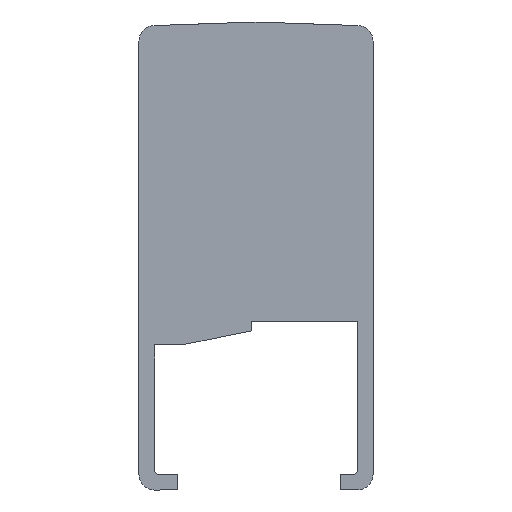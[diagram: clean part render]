
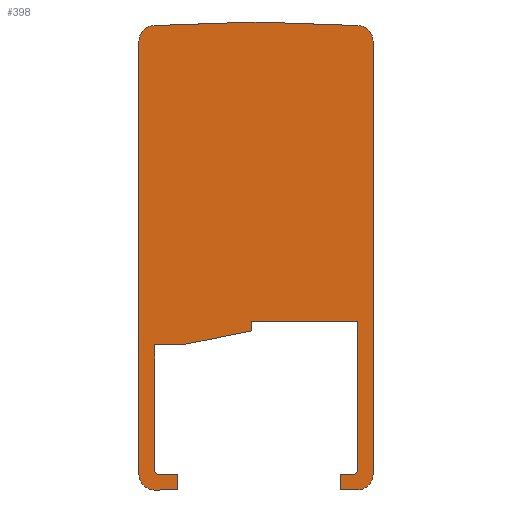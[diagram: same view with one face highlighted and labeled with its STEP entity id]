
A CAD part, left-side view. The second image highlights one B-rep face of the part: STEP entity #398.
In plain terms, the highlighted planar face has unit normal (-1, 0, 0).
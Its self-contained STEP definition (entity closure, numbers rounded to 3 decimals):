
#218=AXIS2_PLACEMENT_3D('Plane Axis2P3D',#215,#216,#217) ;
#245=AXIS2_PLACEMENT_3D('Circle Axis2P3D',#243,#244,$) ;
#259=AXIS2_PLACEMENT_3D('Circle Axis2P3D',#257,#258,$) ;
#280=AXIS2_PLACEMENT_3D('Circle Axis2P3D',#278,#279,$) ;
#294=AXIS2_PLACEMENT_3D('Circle Axis2P3D',#292,#293,$) ;
#322=AXIS2_PLACEMENT_3D('Circle Axis2P3D',#320,#321,$) ;
#371=AXIS2_PLACEMENT_3D('Circle Axis2P3D',#369,#370,$) ;
#215=CARTESIAN_POINT('Axis2P3D Location',(0.,0.,0.)) ;
#220=CARTESIAN_POINT('Line Origine',(0.,1.7,1.)) ;
#224=CARTESIAN_POINT('Vertex',(0.,2.1,1.)) ;
#226=CARTESIAN_POINT('Vertex',(0.,1.3,1.)) ;
#229=CARTESIAN_POINT('Line Origine',(0.,2.1,0.5)) ;
#233=CARTESIAN_POINT('Vertex',(0.,2.1,0.)) ;
#236=CARTESIAN_POINT('Line Origine',(0.,1.55,0.)) ;
#240=CARTESIAN_POINT('Vertex',(0.,1.,0.)) ;
#243=CARTESIAN_POINT('Axis2P3D Location',(0.,1.,1.)) ;
#247=CARTESIAN_POINT('Vertex',(0.,0.,1.)) ;
#250=CARTESIAN_POINT('Line Origine',(0.,0.,14.886)) ;
#254=CARTESIAN_POINT('Vertex',(0.,0.,28.772)) ;
#257=CARTESIAN_POINT('Axis2P3D Location',(0.,1.,28.772)) ;
#261=CARTESIAN_POINT('Vertex',(0.,0.965,29.772)) ;
#264=CARTESIAN_POINT('Line Origine',(0.,4.232,29.886)) ;
#268=CARTESIAN_POINT('Vertex',(0.,7.5,30.)) ;
#271=CARTESIAN_POINT('Line Origine',(0.,10.767,29.886)) ;
#275=CARTESIAN_POINT('Vertex',(0.,14.035,29.772)) ;
#278=CARTESIAN_POINT('Axis2P3D Location',(0.,14.,28.772)) ;
#282=CARTESIAN_POINT('Vertex',(0.,15.,28.772)) ;
#285=CARTESIAN_POINT('Line Origine',(0.,15.,14.886)) ;
#289=CARTESIAN_POINT('Vertex',(0.,15.,1.)) ;
#292=CARTESIAN_POINT('Axis2P3D Location',(0.,14.,1.)) ;
#296=CARTESIAN_POINT('Vertex',(0.,14.,0.)) ;
#299=CARTESIAN_POINT('Line Origine',(0.,13.25,0.)) ;
#303=CARTESIAN_POINT('Vertex',(0.,12.5,0.)) ;
#306=CARTESIAN_POINT('Line Origine',(0.,12.5,0.5)) ;
#310=CARTESIAN_POINT('Vertex',(0.,12.5,1.)) ;
#313=CARTESIAN_POINT('Line Origine',(0.,13.1,1.)) ;
#317=CARTESIAN_POINT('Vertex',(0.,13.7,1.)) ;
#320=CARTESIAN_POINT('Axis2P3D Location',(0.,13.7,1.3)) ;
#324=CARTESIAN_POINT('Vertex',(0.,14.,1.3)) ;
#327=CARTESIAN_POINT('Line Origine',(0.,14.,5.3)) ;
#331=CARTESIAN_POINT('Vertex',(0.,14.,9.3)) ;
#334=CARTESIAN_POINT('Line Origine',(0.,13.126,9.3)) ;
#338=CARTESIAN_POINT('Vertex',(0.,12.251,9.3)) ;
#341=CARTESIAN_POINT('Line Origine',(0.,10.026,9.75)) ;
#345=CARTESIAN_POINT('Vertex',(0.,7.8,10.2)) ;
#348=CARTESIAN_POINT('Line Origine',(0.,7.8,10.5)) ;
#352=CARTESIAN_POINT('Vertex',(0.,7.8,10.8)) ;
#355=CARTESIAN_POINT('Line Origine',(0.,4.4,10.8)) ;
#359=CARTESIAN_POINT('Vertex',(0.,1.,10.8)) ;
#362=CARTESIAN_POINT('Line Origine',(0.,1.,6.05)) ;
#366=CARTESIAN_POINT('Vertex',(0.,1.,1.3)) ;
#369=CARTESIAN_POINT('Axis2P3D Location',(0.,1.3,1.3)) ;
#216=DIRECTION('Axis2P3D Direction',(1.,0.,0.)) ;
#217=DIRECTION('Axis2P3D XDirection',(0.,1.,0.)) ;
#221=DIRECTION('Vector Direction',(0.,1.,0.)) ;
#230=DIRECTION('Vector Direction',(0.,0.,-1.)) ;
#237=DIRECTION('Vector Direction',(0.,-1.,0.)) ;
#244=DIRECTION('Axis2P3D Direction',(1.,0.,0.)) ;
#251=DIRECTION('Vector Direction',(0.,0.,1.)) ;
#258=DIRECTION('Axis2P3D Direction',(1.,0.,0.)) ;
#265=DIRECTION('Vector Direction',(0.,0.999,0.035)) ;
#272=DIRECTION('Vector Direction',(0.,0.999,-0.035)) ;
#279=DIRECTION('Axis2P3D Direction',(1.,0.,0.)) ;
#286=DIRECTION('Vector Direction',(0.,0.,-1.)) ;
#293=DIRECTION('Axis2P3D Direction',(1.,0.,0.)) ;
#300=DIRECTION('Vector Direction',(0.,-1.,0.)) ;
#307=DIRECTION('Vector Direction',(0.,0.,1.)) ;
#314=DIRECTION('Vector Direction',(0.,1.,0.)) ;
#321=DIRECTION('Axis2P3D Direction',(1.,0.,0.)) ;
#328=DIRECTION('Vector Direction',(0.,0.,1.)) ;
#335=DIRECTION('Vector Direction',(0.,-1.,0.)) ;
#342=DIRECTION('Vector Direction',(0.,-0.98,0.198)) ;
#349=DIRECTION('Vector Direction',(0.,0.,1.)) ;
#356=DIRECTION('Vector Direction',(0.,-1.,0.)) ;
#363=DIRECTION('Vector Direction',(0.,0.,-1.)) ;
#370=DIRECTION('Axis2P3D Direction',(1.,0.,0.)) ;
#222=VECTOR('Line Direction',#221,1.) ;
#231=VECTOR('Line Direction',#230,1.) ;
#238=VECTOR('Line Direction',#237,1.) ;
#252=VECTOR('Line Direction',#251,1.) ;
#266=VECTOR('Line Direction',#265,1.) ;
#273=VECTOR('Line Direction',#272,1.) ;
#287=VECTOR('Line Direction',#286,1.) ;
#301=VECTOR('Line Direction',#300,1.) ;
#308=VECTOR('Line Direction',#307,1.) ;
#315=VECTOR('Line Direction',#314,1.) ;
#329=VECTOR('Line Direction',#328,1.) ;
#336=VECTOR('Line Direction',#335,1.) ;
#343=VECTOR('Line Direction',#342,1.) ;
#350=VECTOR('Line Direction',#349,1.) ;
#357=VECTOR('Line Direction',#356,1.) ;
#364=VECTOR('Line Direction',#363,1.) ;
#375=ORIENTED_EDGE('',*,*,#228,.F.) ;
#376=ORIENTED_EDGE('',*,*,#235,.F.) ;
#377=ORIENTED_EDGE('',*,*,#242,.F.) ;
#378=ORIENTED_EDGE('',*,*,#249,.F.) ;
#379=ORIENTED_EDGE('',*,*,#256,.F.) ;
#380=ORIENTED_EDGE('',*,*,#263,.F.) ;
#381=ORIENTED_EDGE('',*,*,#270,.F.) ;
#382=ORIENTED_EDGE('',*,*,#277,.F.) ;
#383=ORIENTED_EDGE('',*,*,#284,.F.) ;
#384=ORIENTED_EDGE('',*,*,#291,.F.) ;
#385=ORIENTED_EDGE('',*,*,#298,.F.) ;
#386=ORIENTED_EDGE('',*,*,#305,.F.) ;
#387=ORIENTED_EDGE('',*,*,#312,.F.) ;
#388=ORIENTED_EDGE('',*,*,#319,.F.) ;
#389=ORIENTED_EDGE('',*,*,#326,.T.) ;
#390=ORIENTED_EDGE('',*,*,#333,.F.) ;
#391=ORIENTED_EDGE('',*,*,#340,.F.) ;
#392=ORIENTED_EDGE('',*,*,#347,.F.) ;
#393=ORIENTED_EDGE('',*,*,#354,.F.) ;
#394=ORIENTED_EDGE('',*,*,#361,.F.) ;
#395=ORIENTED_EDGE('',*,*,#368,.F.) ;
#396=ORIENTED_EDGE('',*,*,#373,.T.) ;
#398=ADVANCED_FACE('HOUSING',(#397),#219,.F.) ;
#246=CIRCLE('generated circle',#245,1.) ;
#260=CIRCLE('generated circle',#259,1.) ;
#281=CIRCLE('generated circle',#280,1.) ;
#295=CIRCLE('generated circle',#294,1.) ;
#323=CIRCLE('generated circle',#322,0.3) ;
#372=CIRCLE('generated circle',#371,0.3) ;
#228=EDGE_CURVE('',#225,#227,#223,.F.) ;
#235=EDGE_CURVE('',#234,#225,#232,.F.) ;
#242=EDGE_CURVE('',#241,#234,#239,.F.) ;
#249=EDGE_CURVE('',#248,#241,#246,.T.) ;
#256=EDGE_CURVE('',#255,#248,#253,.F.) ;
#263=EDGE_CURVE('',#262,#255,#260,.T.) ;
#270=EDGE_CURVE('',#269,#262,#267,.F.) ;
#277=EDGE_CURVE('',#276,#269,#274,.F.) ;
#284=EDGE_CURVE('',#283,#276,#281,.T.) ;
#291=EDGE_CURVE('',#290,#283,#288,.F.) ;
#298=EDGE_CURVE('',#297,#290,#295,.T.) ;
#305=EDGE_CURVE('',#304,#297,#302,.F.) ;
#312=EDGE_CURVE('',#311,#304,#309,.F.) ;
#319=EDGE_CURVE('',#318,#311,#316,.F.) ;
#326=EDGE_CURVE('',#318,#325,#323,.T.) ;
#333=EDGE_CURVE('',#332,#325,#330,.F.) ;
#340=EDGE_CURVE('',#339,#332,#337,.F.) ;
#347=EDGE_CURVE('',#346,#339,#344,.F.) ;
#354=EDGE_CURVE('',#353,#346,#351,.F.) ;
#361=EDGE_CURVE('',#360,#353,#358,.F.) ;
#368=EDGE_CURVE('',#367,#360,#365,.F.) ;
#373=EDGE_CURVE('',#367,#227,#372,.T.) ;
#374=EDGE_LOOP('',(#375,#376,#377,#378,#379,#380,#381,#382,#383,#384,#385,#386,#387,#388,#389,#390,#391,#392,#393,#394,#395,#396)) ;
#397=FACE_OUTER_BOUND('',#374,.T.) ;
#223=LINE('Line',#220,#222) ;
#232=LINE('Line',#229,#231) ;
#239=LINE('Line',#236,#238) ;
#253=LINE('Line',#250,#252) ;
#267=LINE('Line',#264,#266) ;
#274=LINE('Line',#271,#273) ;
#288=LINE('Line',#285,#287) ;
#302=LINE('Line',#299,#301) ;
#309=LINE('Line',#306,#308) ;
#316=LINE('Line',#313,#315) ;
#330=LINE('Line',#327,#329) ;
#337=LINE('Line',#334,#336) ;
#344=LINE('Line',#341,#343) ;
#351=LINE('Line',#348,#350) ;
#358=LINE('Line',#355,#357) ;
#365=LINE('Line',#362,#364) ;
#219=PLANE('',#218) ;
#225=VERTEX_POINT('',#224) ;
#227=VERTEX_POINT('',#226) ;
#234=VERTEX_POINT('',#233) ;
#241=VERTEX_POINT('',#240) ;
#248=VERTEX_POINT('',#247) ;
#255=VERTEX_POINT('',#254) ;
#262=VERTEX_POINT('',#261) ;
#269=VERTEX_POINT('',#268) ;
#276=VERTEX_POINT('',#275) ;
#283=VERTEX_POINT('',#282) ;
#290=VERTEX_POINT('',#289) ;
#297=VERTEX_POINT('',#296) ;
#304=VERTEX_POINT('',#303) ;
#311=VERTEX_POINT('',#310) ;
#318=VERTEX_POINT('',#317) ;
#325=VERTEX_POINT('',#324) ;
#332=VERTEX_POINT('',#331) ;
#339=VERTEX_POINT('',#338) ;
#346=VERTEX_POINT('',#345) ;
#353=VERTEX_POINT('',#352) ;
#360=VERTEX_POINT('',#359) ;
#367=VERTEX_POINT('',#366) ;
